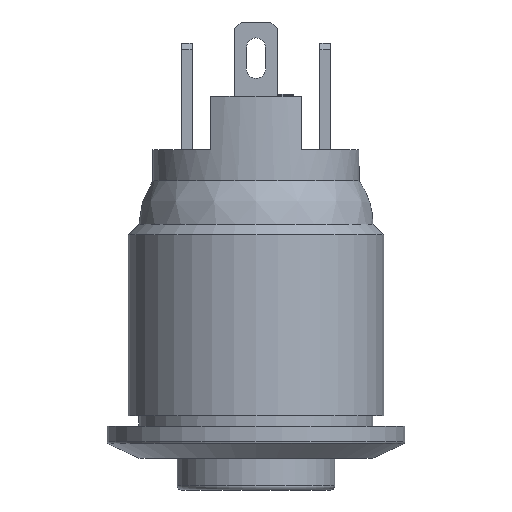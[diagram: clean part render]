
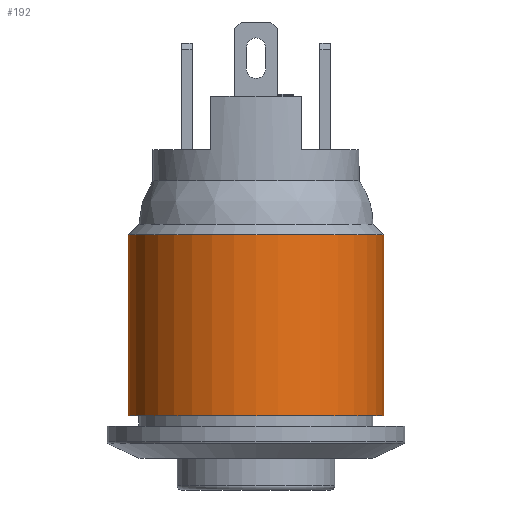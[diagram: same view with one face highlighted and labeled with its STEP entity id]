
A CAD part, front view. The second image highlights one B-rep face of the part: STEP entity #192.
In plain terms, the highlighted cylindrical face has radius 6 mm (diameter 12 mm), a full revolution.
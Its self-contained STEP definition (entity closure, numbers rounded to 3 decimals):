
#150=CARTESIAN_POINT('',(6.,0.,-1.7));
#151=VERTEX_POINT('',#150);
#152=CARTESIAN_POINT('',(0.0,0.0,-1.7));
#153=DIRECTION('',(0.0,0.0,1.0));
#154=DIRECTION('',(-1.0,0.0,0.0));
#155=AXIS2_PLACEMENT_3D('',#152,#153,#154);
#156=CIRCLE('',#155,6.);
#157=EDGE_CURVE('',#151,#151,#156,.T.);
#173=CARTESIAN_POINT('',(0.0,0.0,-1.275));
#174=DIRECTION('',(0.0,0.0,-1.0));
#175=DIRECTION('',(1.0,0.0,0.0));
#176=AXIS2_PLACEMENT_3D('',#173,#174,#175);
#177=CYLINDRICAL_SURFACE('',#176,6.);
#178=CARTESIAN_POINT('',(6.,0.,-10.2));
#179=VERTEX_POINT('',#178);
#180=CARTESIAN_POINT('',(0.0,0.0,-10.2));
#181=DIRECTION('',(0.0,0.0,1.0));
#182=DIRECTION('',(1.0,0.0,0.0));
#183=AXIS2_PLACEMENT_3D('',#180,#181,#182);
#184=CIRCLE('',#183,6.);
#185=EDGE_CURVE('',#179,#179,#184,.T.);
#186=ORIENTED_EDGE('',*,*,#185,.T.);
#187=EDGE_LOOP('',(#186));
#188=FACE_OUTER_BOUND('',#187,.T.);
#189=ORIENTED_EDGE('',*,*,#157,.F.);
#190=EDGE_LOOP('',(#189));
#191=FACE_BOUND('',#190,.T.);
#192=ADVANCED_FACE('',(#188,#191),#177,.T.);
